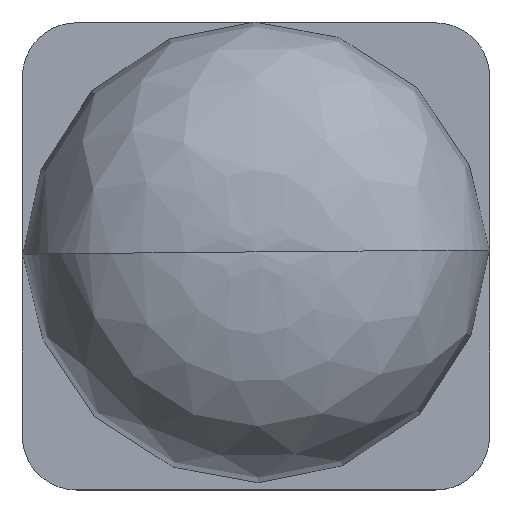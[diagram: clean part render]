
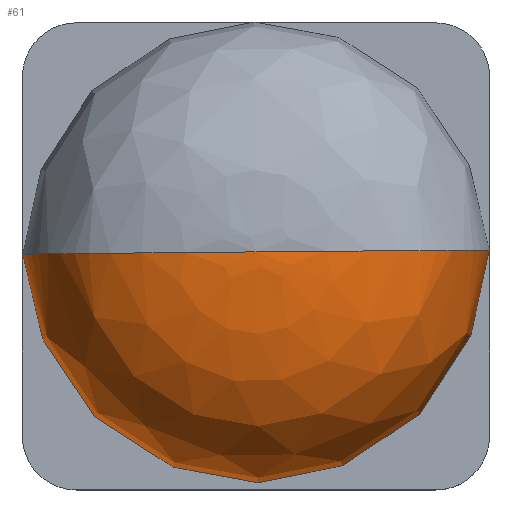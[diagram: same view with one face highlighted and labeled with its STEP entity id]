
A CAD part, top view. The second image highlights one B-rep face of the part: STEP entity #61.
In plain terms, the highlighted free-form (B-spline) face has degree [2, 3] with [5, 6] control points.
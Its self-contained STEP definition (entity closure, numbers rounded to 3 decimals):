
#61=ADVANCED_FACE($,(#111),#612,.T.);
#111=FACE_OUTER_BOUND($,#164,.T.);
#164=EDGE_LOOP($,(#340,#341,#342,#343));
#340=ORIENTED_EDGE($,*,*,#494,.T.);
#341=ORIENTED_EDGE($,*,*,#487,.F.);
#342=ORIENTED_EDGE($,*,*,#489,.F.);
#343=ORIENTED_EDGE($,*,*,#476,.F.);
#476=EDGE_CURVE($,#554,#555,#634,.T.);
#487=EDGE_CURVE($,#565,#568,#717,.T.);
#489=EDGE_CURVE($,#555,#565,#719,.T.);
#494=EDGE_CURVE($,#554,#568,#636,.T.);
#554=VERTEX_POINT($,#2628);
#555=VERTEX_POINT($,#2629);
#565=VERTEX_POINT($,#2639);
#568=VERTEX_POINT($,#2642);
#612=(
BOUNDED_SURFACE()
B_SPLINE_SURFACE(2,3,((#2323,#2324,#2325,#2326,#2327,#2328),(#2329,#2330,
#2331,#2332,#2333,#2334),(#2335,#2336,#2337,#2338,#2339,#2340),(#2341,#2342,
#2343,#2344,#2345,#2346),(#2347,#2348,#2349,#2350,#2351,#2352)),.UNSPECIFIED.,
.F.,.F.,.F.)
B_SPLINE_SURFACE_WITH_KNOTS((3,2,3),(4,1,1,4),(0.,204.324,408.649),
(0.,112.736,225.472,332.802),.UNSPECIFIED.)
GEOMETRIC_REPRESENTATION_ITEM()
RATIONAL_B_SPLINE_SURFACE(((1.,1.,1.,1.,1.,1.),(0.707,0.707,
0.707,0.707,0.707,0.707),
(1.,1.,1.,1.,1.,1.),(0.707,0.707,0.707,
0.707,0.707,0.707),(1.,1.,1.,1.,1.,1.)))
REPRESENTATION_ITEM($)
SURFACE()
);
#634=B_SPLINE_CURVE_WITH_KNOTS($,3,(#2193,#2194,#2195,#2196,#2197,#2198),
.UNSPECIFIED.,.F.,.F.,(4,1,1,4),(0.,112.736,225.472,332.802),
.UNSPECIFIED.);
#636=B_SPLINE_CURVE_WITH_KNOTS($,3,(#2276,#2277,#2278,#2279,#2280,#2281),
.UNSPECIFIED.,.F.,.F.,(4,1,1,4),(0.,112.736,225.472,332.802),
.UNSPECIFIED.);
#717=(
BOUNDED_CURVE()
B_SPLINE_CURVE(2,(#2255,#2256,#2257),.UNSPECIFIED.,.F.,.F.)
B_SPLINE_CURVE_WITH_KNOTS((3,3),(-278.924,-139.462),.UNSPECIFIED.)
CURVE()
GEOMETRIC_REPRESENTATION_ITEM()
RATIONAL_B_SPLINE_CURVE((1.,0.707,1.))
REPRESENTATION_ITEM($)
);
#719=(
BOUNDED_CURVE()
B_SPLINE_CURVE(2,(#2261,#2262,#2263),.UNSPECIFIED.,.F.,.F.)
B_SPLINE_CURVE_WITH_KNOTS((3,3),(-418.386,-278.924),.UNSPECIFIED.)
CURVE()
GEOMETRIC_REPRESENTATION_ITEM()
RATIONAL_B_SPLINE_CURVE((1.,0.707,1.))
REPRESENTATION_ITEM($)
);
#2193=CARTESIAN_POINT($,(0.,0.,289.347));
#2194=CARTESIAN_POINT($,(20.617,0.18,289.347));
#2195=CARTESIAN_POINT($,(116.432,1.016,284.998));
#2196=CARTESIAN_POINT($,(142.963,1.248,153.236));
#2197=CARTESIAN_POINT($,(102.65,0.896,72.802));
#2198=CARTESIAN_POINT($,(88.781,0.775,50.39));
#2255=CARTESIAN_POINT($,(0.775,-88.781,50.39));
#2256=CARTESIAN_POINT($,(-88.006,-89.556,50.39));
#2257=CARTESIAN_POINT($,(-88.781,-0.775,50.39));
#2261=CARTESIAN_POINT($,(88.781,0.775,50.39));
#2262=CARTESIAN_POINT($,(89.556,-88.006,50.39));
#2263=CARTESIAN_POINT($,(0.775,-88.781,50.39));
#2276=CARTESIAN_POINT($,(0.,0.,289.347));
#2277=CARTESIAN_POINT($,(-20.617,-0.18,289.347));
#2278=CARTESIAN_POINT($,(-116.432,-1.016,284.998));
#2279=CARTESIAN_POINT($,(-142.963,-1.248,153.236));
#2280=CARTESIAN_POINT($,(-102.65,-0.896,72.802));
#2281=CARTESIAN_POINT($,(-88.781,-0.775,50.39));
#2323=CARTESIAN_POINT($,(0.,0.,289.347));
#2324=CARTESIAN_POINT($,(20.617,0.18,289.347));
#2325=CARTESIAN_POINT($,(116.432,1.016,284.998));
#2326=CARTESIAN_POINT($,(142.963,1.248,153.236));
#2327=CARTESIAN_POINT($,(102.65,0.896,72.802));
#2328=CARTESIAN_POINT($,(88.781,0.775,50.39));
#2329=CARTESIAN_POINT($,(0.,0.,289.347));
#2330=CARTESIAN_POINT($,(20.797,-20.437,289.347));
#2331=CARTESIAN_POINT($,(117.448,-115.416,284.998));
#2332=CARTESIAN_POINT($,(144.211,-141.716,153.236));
#2333=CARTESIAN_POINT($,(103.546,-101.755,72.802));
#2334=CARTESIAN_POINT($,(89.556,-88.006,50.39));
#2335=CARTESIAN_POINT($,(0.,0.,289.347));
#2336=CARTESIAN_POINT($,(0.18,-20.617,289.347));
#2337=CARTESIAN_POINT($,(1.016,-116.432,284.998));
#2338=CARTESIAN_POINT($,(1.248,-142.963,153.236));
#2339=CARTESIAN_POINT($,(0.896,-102.65,72.802));
#2340=CARTESIAN_POINT($,(0.775,-88.781,50.39));
#2341=CARTESIAN_POINT($,(0.,0.,289.347));
#2342=CARTESIAN_POINT($,(-20.437,-20.797,289.347));
#2343=CARTESIAN_POINT($,(-115.416,-117.448,284.998));
#2344=CARTESIAN_POINT($,(-141.716,-144.211,153.236));
#2345=CARTESIAN_POINT($,(-101.755,-103.546,72.802));
#2346=CARTESIAN_POINT($,(-88.006,-89.556,50.39));
#2347=CARTESIAN_POINT($,(0.,0.,289.347));
#2348=CARTESIAN_POINT($,(-20.617,-0.18,289.347));
#2349=CARTESIAN_POINT($,(-116.432,-1.016,284.998));
#2350=CARTESIAN_POINT($,(-142.963,-1.248,153.236));
#2351=CARTESIAN_POINT($,(-102.65,-0.896,72.802));
#2352=CARTESIAN_POINT($,(-88.781,-0.775,50.39));
#2628=CARTESIAN_POINT($,(0.,0.,289.347));
#2629=CARTESIAN_POINT($,(88.781,0.775,50.39));
#2639=CARTESIAN_POINT($,(0.775,-88.781,50.39));
#2642=CARTESIAN_POINT($,(-88.781,-0.775,50.39));
